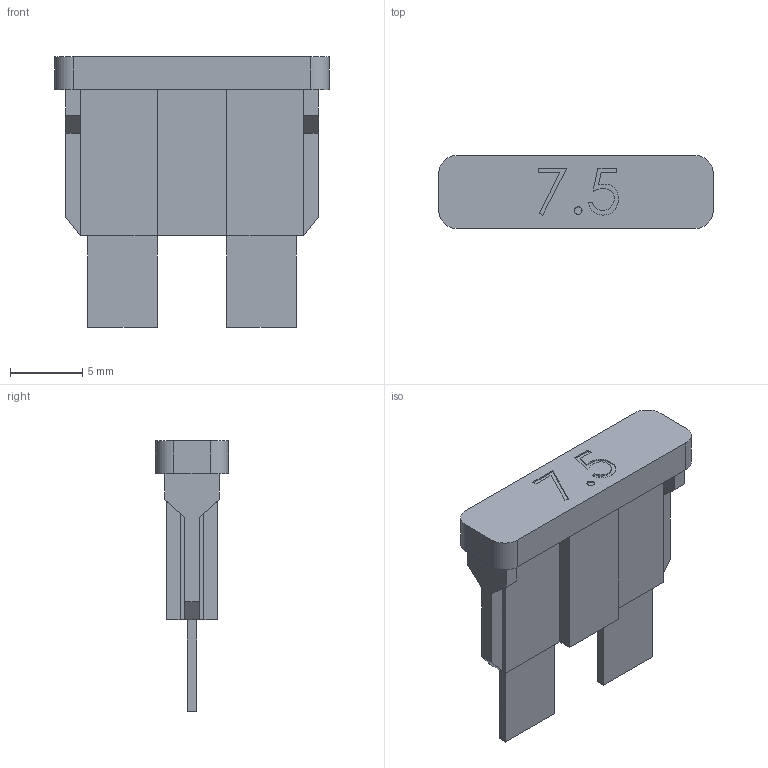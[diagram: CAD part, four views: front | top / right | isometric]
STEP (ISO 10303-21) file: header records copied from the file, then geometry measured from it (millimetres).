
FILE_DESCRIPTION (( 'STEP AP214' ), '1' );
FILE_NAME ('Fuse ATO 7.5A.step', '2019-03-28T02:03:19', ( '' ), ( '' ), 'SwSTEP 2.0', 'SolidWorks 2018', '' );
FILE_SCHEMA (( 'AUTOMOTIVE_DESIGN' ));
Length unit declared in the file: inch
Products named in the file (1): Fuse ATO 7.5A
Bounding box: 19.05 x 5.08 x 18.8 mm (x, y, z)
Volume: 545.2 mm3; surface area: 1062.8 mm2
Topology: 1 solids, 1 shells, 119 faces, 322 edges, 208 vertices
Faces by surface type: plane 95, cylinder 12, bspline 12
Entity records: 5855 total; most frequent: CARTESIAN_POINT 1334, ORIENTED_EDGE 644, DIRECTION 542, EDGE_CURVE 322, VECTOR 270, LINE 270, VERTEX_POINT 208, AXIS2_PLACEMENT_3D 136
